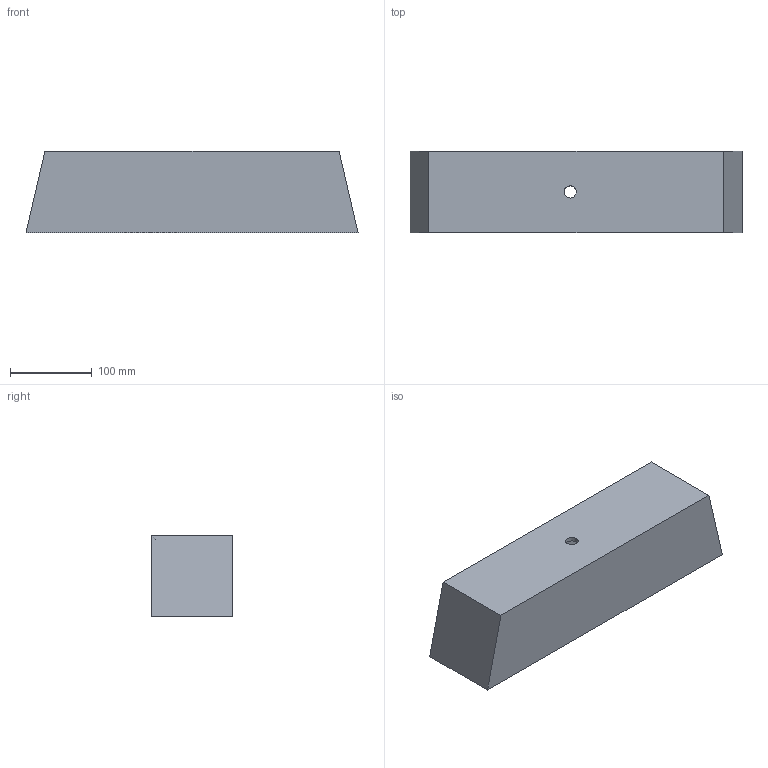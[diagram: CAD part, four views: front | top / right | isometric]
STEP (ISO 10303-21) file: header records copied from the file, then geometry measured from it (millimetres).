
FILE_DESCRIPTION(/* description */ (''),/* implementation_level */ '2;1');
FILE_NAME(/* name */ 'v chasis.stp',/* time_stamp */ '2019-08-12T09:36:24+07:00',/* author */ ('BARLY'),/* organization */ (''),/* preprocessor_version */ 'ST-DEVELOPER v18',/* originating_system */ 'Autodesk Inventor 2020',/* authorisation */ '');
FILE_SCHEMA (('AUTOMOTIVE_DESIGN { 1 0 10303 214 3 1 1 }'));
Length unit declared in the file: millimetre
Products named in the file (1): v chasis
Bounding box: 405.63 x 100 x 100 mm (x, y, z)
Volume: 808203.1 mm3; surface area: 323957.8 mm2
Topology: 1 solids, 1 shells, 14 faces, 31 edges, 21 vertices
Faces by surface type: plane 12, cylinder 2
Full cylindrical faces by diameter (mm): 15 x2
Entity records: 433 total; most frequent: CARTESIAN_POINT 67, DIRECTION 66, ORIENTED_EDGE 62, EDGE_CURVE 31, LINE 26, VECTOR 26, VERTEX_POINT 21, AXIS2_PLACEMENT_3D 20
